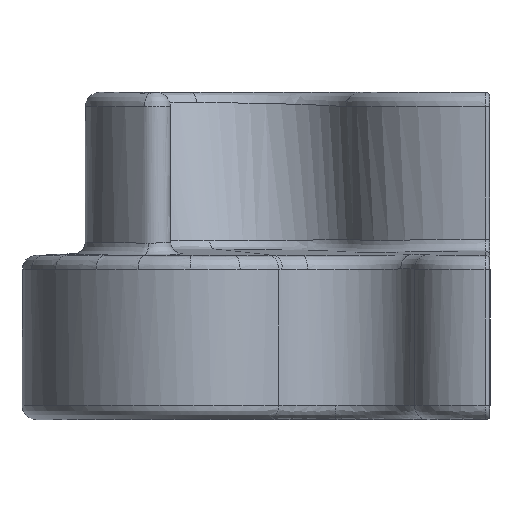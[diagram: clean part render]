
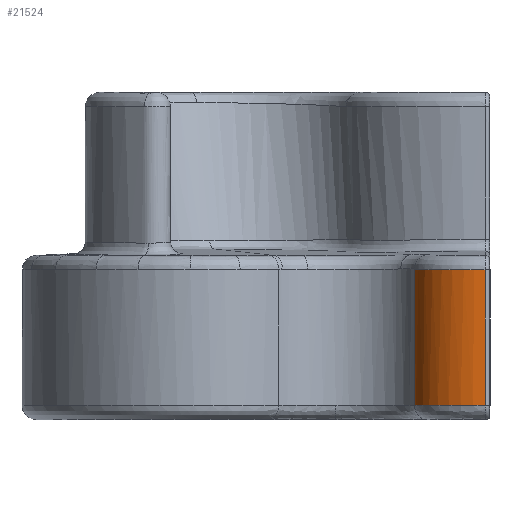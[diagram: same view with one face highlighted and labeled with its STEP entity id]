
A CAD part, front view. The second image highlights one B-rep face of the part: STEP entity #21524.
In plain terms, the highlighted free-form (B-spline) face has degree [2, 1] with [3, 2] control points.
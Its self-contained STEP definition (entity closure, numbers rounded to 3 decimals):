
#135 = CARTESIAN_POINT ( 'NONE',  ( 15232.42, 5423.585, -1079.748 ) ) ;
#466 = CARTESIAN_POINT ( 'NONE',  ( 15151.889, 5452.652, -1079.54 ) ) ;
#957 = ORIENTED_EDGE ( 'NONE', *, *, #14181, .F. ) ;
#1627 = CARTESIAN_POINT ( 'NONE',  ( 15106.912, 5430.346, -1044.644 ) ) ;
#2113 = CARTESIAN_POINT ( 'NONE',  ( 15244.77, 5422.479, -1079.756 ) ) ;
#2545 = CARTESIAN_POINT ( 'NONE',  ( 15122.853, 5476.207, -1079.328 ) ) ;
#2716 = CARTESIAN_POINT ( 'NONE',  ( 15226.17, 5424.395, -1079.743 ) ) ;
#3047 = CARTESIAN_POINT ( 'NONE',  ( 15128.301, 5471.027, -1079.379 ) ) ;
#5149 = CARTESIAN_POINT ( 'NONE',  ( 15085.8, 5526.31, -1078.69 ) ) ;
#5322 = CARTESIAN_POINT ( 'NONE',  ( 15183.097, 5436.475, -1079.661 ) ) ;
#5363 = VERTEX_POINT ( 'NONE', #6769 ) ;
#5985 = CARTESIAN_POINT ( 'NONE',  ( 15242.746, 5422.594, -1079.755 ) ) ;
#6319 =( BOUNDED_CURVE ( )  B_SPLINE_CURVE ( 2, ( #27899, #7992, #23230 ),
 .UNSPECIFIED., .F., .T. ) 
 B_SPLINE_CURVE_WITH_KNOTS ( ( 3, 3 ),
 ( 0., 1. ),
 .UNSPECIFIED. ) 
 CURVE ( )  GEOMETRIC_REPRESENTATION_ITEM ( )  RATIONAL_B_SPLINE_CURVE ( ( 0.978, 0.766, 0.916 ) ) 
 REPRESENTATION_ITEM ( '' )  );
#6769 = CARTESIAN_POINT ( 'NONE',  ( 15071.829, 5563.897, -1077.947 ) ) ;
#7146 = CARTESIAN_POINT ( 'NONE',  ( 15071.829, 5563.897, -1410.959 ) ) ;
#7602 = CARTESIAN_POINT ( 'NONE',  ( 15244.77, 5422.479, -1079.756 ) ) ;
#7934 = CARTESIAN_POINT ( 'NONE',  ( 15171.702, 5441.676, -1079.624 ) ) ;
#7992 = CARTESIAN_POINT ( 'NONE',  ( 15106.912, 5430.346, -1410.959 ) ) ;
#8102 = CARTESIAN_POINT ( 'NONE',  ( 15233.675, 5423.435, -1079.749 ) ) ;
#9794 = CARTESIAN_POINT ( 'NONE',  ( 15244.77, 5422.479, -1044.644 ) ) ;
#10538 = CARTESIAN_POINT ( 'NONE',  ( 15162.768, 5446.37, -1079.589 ) ) ;
#10709 = CARTESIAN_POINT ( 'NONE',  ( 15197.051, 5431.14, -1079.698 ) ) ;
#11479 =( BOUNDED_CURVE ( )  B_SPLINE_CURVE ( 1, ( #15290, #7146 ),
 .UNSPECIFIED., .F., .T. ) 
 B_SPLINE_CURVE_WITH_KNOTS ( ( 2, 2 ),
 ( 0., 1. ),
 .UNSPECIFIED. ) 
 CURVE ( )  GEOMETRIC_REPRESENTATION_ITEM ( )  RATIONAL_B_SPLINE_CURVE ( ( 0.916, 0.916 ) ) 
 REPRESENTATION_ITEM ( '' )  );
#12552 = CARTESIAN_POINT ( 'NONE',  ( 15106.912, 5430.346, -1444.262 ) ) ;
#13292 = CARTESIAN_POINT ( 'NONE',  ( 15178.503, 5438.44, -1079.647 ) ) ;
#13469 = B_SPLINE_CURVE_WITH_KNOTS ( 'NONE', 3,
 ( #13623, #18305, #28868, #21411, #29373, #31976, #23677, #5149, #16207, #21245, #18472, #15717, #26258, #26759, #2545, #3047, #34248, #24171, #466, #10538, #21076, #31647, #7934, #13292, #5322, #10709, #15883, #26422, #2716, #135, #8102, #32646, #14303, #29865, #5985, #25015 ),
 .UNSPECIFIED., .F., .F.,
 ( 4, 2, 2, 2, 2, 2, 2, 2, 2, 2, 2, 2, 2, 2, 2, 2, 2, 4 ),
 ( 0., 0.063, 0.094, 0.126, 0.251, 0.377, 0.409, 0.44, 0.503, 0.629, 0.66, 0.692, 0.754, 0.88, 0.943, 0.959, 0.975, 1. ),
 .UNSPECIFIED. ) ;
#13623 = CARTESIAN_POINT ( 'NONE',  ( 15071.829, 5563.897, -1077.947 ) ) ;
#14181 = EDGE_CURVE ( 'NONE', #30450, #33128, #6319, .T. ) ;
#14303 = CARTESIAN_POINT ( 'NONE',  ( 15237.439, 5423.036, -1079.752 ) ) ;
#15290 = CARTESIAN_POINT ( 'NONE',  ( 15071.829, 5563.897, -1077.947 ) ) ;
#15717 = CARTESIAN_POINT ( 'NONE',  ( 15115.83, 5483.438, -1079.253 ) ) ;
#15883 = CARTESIAN_POINT ( 'NONE',  ( 15206.584, 5428.329, -1079.717 ) ) ;
#16207 = CARTESIAN_POINT ( 'NONE',  ( 15090.553, 5517.51, -1078.825 ) ) ;
#17046 = ORIENTED_EDGE ( 'NONE', *, *, #22002, .T. ) ;
#17105 = EDGE_CURVE ( 'NONE', #22029, #30450, #27344, .T. ) ;
#17184 = EDGE_LOOP ( 'NONE', ( #21451, #17046, #957, #25274 ) ) ;
#18305 = CARTESIAN_POINT ( 'NONE',  ( 15073.095, 5559.078, -1078.058 ) ) ;
#18472 = CARTESIAN_POINT ( 'NONE',  ( 15107.417, 5492.818, -1079.151 ) ) ;
#19169 = EDGE_CURVE ( 'NONE', #5363, #22029, #13469, .T. ) ;
#20329 = FACE_OUTER_BOUND ( 'NONE', #17184, .T. ) ;
#21076 = CARTESIAN_POINT ( 'NONE',  ( 15164.975, 5445.154, -1079.598 ) ) ;
#21086 = CARTESIAN_POINT ( 'NONE',  ( 15244.77, 5422.479, -1410.959 ) ) ;
#21245 = CARTESIAN_POINT ( 'NONE',  ( 15101.361, 5500.764, -1079.056 ) ) ;
#21411 = CARTESIAN_POINT ( 'NONE',  ( 15077.023, 5547.221, -1078.305 ) ) ;
#21451 = ORIENTED_EDGE ( 'NONE', *, *, #19169, .F. ) ;
#21524 = ADVANCED_FACE ( 'NONE', ( #20329 ), #33851, .T. ) ;
#22002 = EDGE_CURVE ( 'NONE', #5363, #33128, #11479, .T. ) ;
#22029 = VERTEX_POINT ( 'NONE', #2113 ) ;
#23230 = CARTESIAN_POINT ( 'NONE',  ( 15071.829, 5563.897, -1410.959 ) ) ;
#23646 = CARTESIAN_POINT ( 'NONE',  ( 15244.77, 5422.479, -1410.959 ) ) ;
#23677 = CARTESIAN_POINT ( 'NONE',  ( 15080.708, 5537.867, -1078.483 ) ) ;
#23887 = CARTESIAN_POINT ( 'NONE',  ( 15071.829, 5563.897, -1410.959 ) ) ;
#24171 = CARTESIAN_POINT ( 'NONE',  ( 15143.67, 5458.312, -1079.495 ) ) ;
#25015 = CARTESIAN_POINT ( 'NONE',  ( 15244.77, 5422.479, -1079.756 ) ) ;
#25274 = ORIENTED_EDGE ( 'NONE', *, *, #17105, .F. ) ;
#25676 = CARTESIAN_POINT ( 'NONE',  ( 15244.77, 5422.479, -1444.262 ) ) ;
#26258 = CARTESIAN_POINT ( 'NONE',  ( 15117.557, 5481.587, -1079.273 ) ) ;
#26422 = CARTESIAN_POINT ( 'NONE',  ( 15221.23, 5425.237, -1079.737 ) ) ;
#26759 = CARTESIAN_POINT ( 'NONE',  ( 15121.067, 5477.974, -1079.311 ) ) ;
#27344 =( BOUNDED_CURVE ( )  B_SPLINE_CURVE ( 1, ( #7602, #21086 ),
 .UNSPECIFIED., .F., .T. ) 
 B_SPLINE_CURVE_WITH_KNOTS ( ( 2, 2 ),
 ( 0., 1. ),
 .UNSPECIFIED. ) 
 CURVE ( )  GEOMETRIC_REPRESENTATION_ITEM ( )  RATIONAL_B_SPLINE_CURVE ( ( 0.978, 0.978 ) ) 
 REPRESENTATION_ITEM ( '' )  );
#27899 = CARTESIAN_POINT ( 'NONE',  ( 15244.77, 5422.479, -1410.959 ) ) ;
#28119 = CARTESIAN_POINT ( 'NONE',  ( 15071.829, 5563.897, -1444.262 ) ) ;
#28868 = CARTESIAN_POINT ( 'NONE',  ( 15074.551, 5554.307, -1078.161 ) ) ;
#29373 = CARTESIAN_POINT ( 'NONE',  ( 15077.895, 5544.871, -1078.351 ) ) ;
#29865 = CARTESIAN_POINT ( 'NONE',  ( 15240.721, 5422.742, -1079.754 ) ) ;
#30450 = VERTEX_POINT ( 'NONE', #23646 ) ;
#31071 = CARTESIAN_POINT ( 'NONE',  ( 15071.829, 5563.897, -1044.644 ) ) ;
#31647 = CARTESIAN_POINT ( 'NONE',  ( 15169.449, 5442.803, -1079.615 ) ) ;
#31976 = CARTESIAN_POINT ( 'NONE',  ( 15079.737, 5540.195, -1078.441 ) ) ;
#32646 = CARTESIAN_POINT ( 'NONE',  ( 15236.185, 5423.16, -1079.751 ) ) ;
#33128 = VERTEX_POINT ( 'NONE', #23887 ) ;
#33851 =( BOUNDED_SURFACE ( )  B_SPLINE_SURFACE ( 2, 1, ( 
 ( #9794, #25676 ),
 ( #1627, #12552 ),
 ( #31071, #28119 ) ),
 .UNSPECIFIED., .F., .F., .T. ) 
 B_SPLINE_SURFACE_WITH_KNOTS ( ( 3, 3 ),
 ( 2, 2 ),
 ( 11.6, 246.432 ),
 ( 0., 399.618 ),
 .UNSPECIFIED. ) 
 GEOMETRIC_REPRESENTATION_ITEM ( )  RATIONAL_B_SPLINE_SURFACE ( (
 ( 0.978, 0.978),
 ( 0.766, 0.766),
 ( 0.916, 0.916) ) ) 
 REPRESENTATION_ITEM ( '' )  SURFACE ( )  );
#34248 = CARTESIAN_POINT ( 'NONE',  ( 15132.054, 5467.731, -1079.41 ) ) ;
